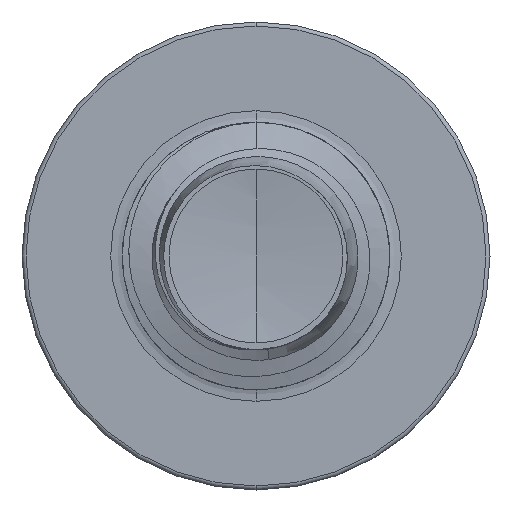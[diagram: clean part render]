
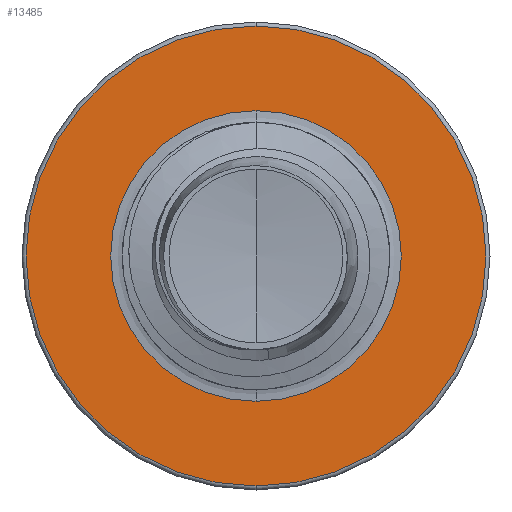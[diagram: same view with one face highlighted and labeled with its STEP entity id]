
A CAD part, front view. The second image highlights one B-rep face of the part: STEP entity #13485.
In plain terms, the highlighted planar face has unit normal (0, -1, 0).
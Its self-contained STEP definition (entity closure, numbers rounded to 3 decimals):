
#244 = CARTESIAN_POINT ( 'NONE',  ( 0., 5., 2.174 ) ) ;
#351 = DIRECTION ( 'NONE',  ( 0., 0., 1. ) ) ;
#770 = CARTESIAN_POINT ( 'NONE',  ( 0., 5., -3.44 ) ) ;
#1316 = EDGE_LOOP ( 'NONE', ( #1623, #1939 ) ) ;
#1476 = FACE_OUTER_BOUND ( 'NONE', #4268, .T. ) ;
#1623 = ORIENTED_EDGE ( 'NONE', *, *, #11544, .T. ) ;
#1889 = DIRECTION ( 'NONE',  ( 0., 0., 1. ) ) ;
#1911 = DIRECTION ( 'NONE',  ( 0., 1., 0. ) ) ;
#1931 = CARTESIAN_POINT ( 'NONE',  ( 0., 5., 0. ) ) ;
#1939 = ORIENTED_EDGE ( 'NONE', *, *, #2587, .T. ) ;
#2100 = DIRECTION ( 'NONE',  ( 0., 0., 1. ) ) ;
#2116 = DIRECTION ( 'NONE',  ( 0., 1., 0. ) ) ;
#2125 = CARTESIAN_POINT ( 'NONE',  ( 0., 5., 0. ) ) ;
#2587 = EDGE_CURVE ( 'NONE', #8403, #12753, #3499, .T. ) ;
#2740 = CARTESIAN_POINT ( 'NONE',  ( 0., 5., -2.174 ) ) ;
#3058 = CIRCLE ( 'NONE', #4165, 3.44 ) ;
#3118 = CARTESIAN_POINT ( 'NONE',  ( 0., 5., 3.44 ) ) ;
#3499 = CIRCLE ( 'NONE', #9076, 2.174 ) ;
#3957 = AXIS2_PLACEMENT_3D ( 'NONE', #12734, #5601, #13492 ) ;
#4165 = AXIS2_PLACEMENT_3D ( 'NONE', #2125, #2116, #2100 ) ;
#4268 = EDGE_LOOP ( 'NONE', ( #9679, #9433 ) ) ;
#5601 = DIRECTION ( 'NONE',  ( 0., 1., 0. ) ) ;
#6166 = CIRCLE ( 'NONE', #12979, 3.44 ) ;
#7091 = CARTESIAN_POINT ( 'NONE',  ( 0., 5., -2.174 ) ) ;
#8011 = DIRECTION ( 'NONE',  ( 0., 0., 1. ) ) ;
#8034 = DIRECTION ( 'NONE',  ( 0., 1., 0. ) ) ;
#8068 = CARTESIAN_POINT ( 'NONE',  ( 0., 5., 0. ) ) ;
#8326 = DIRECTION ( 'NONE',  ( 0., 1., 0. ) ) ;
#8403 = VERTEX_POINT ( 'NONE', #2740 ) ;
#8802 = EDGE_CURVE ( 'NONE', #11264, #12705, #3058, .T. ) ;
#9076 = AXIS2_PLACEMENT_3D ( 'NONE', #1931, #1911, #1889 ) ;
#9170 = EDGE_CURVE ( 'NONE', #12705, #11264, #6166, .T. ) ;
#9212 = FACE_BOUND ( 'NONE', #1316, .T. ) ;
#9433 = ORIENTED_EDGE ( 'NONE', *, *, #8802, .F. ) ;
#9679 = ORIENTED_EDGE ( 'NONE', *, *, #9170, .F. ) ;
#11264 = VERTEX_POINT ( 'NONE', #770 ) ;
#11544 = EDGE_CURVE ( 'NONE', #12753, #8403, #13056, .T. ) ;
#12370 = AXIS2_PLACEMENT_3D ( 'NONE', #7091, #8326, #351 ) ;
#12705 = VERTEX_POINT ( 'NONE', #3118 ) ;
#12734 = CARTESIAN_POINT ( 'NONE',  ( 0., 5., 0. ) ) ;
#12753 = VERTEX_POINT ( 'NONE', #244 ) ;
#12979 = AXIS2_PLACEMENT_3D ( 'NONE', #8068, #8034, #8011 ) ;
#13056 = CIRCLE ( 'NONE', #3957, 2.174 ) ;
#13485 = ADVANCED_FACE ( 'NONE', ( #1476, #9212 ), #13624, .F. ) ;
#13492 = DIRECTION ( 'NONE',  ( 0., 0., 1. ) ) ;
#13624 = PLANE ( 'NONE',  #12370 ) ;
